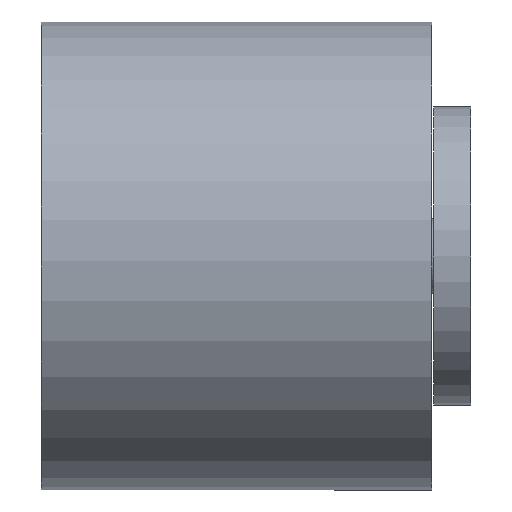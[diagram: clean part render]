
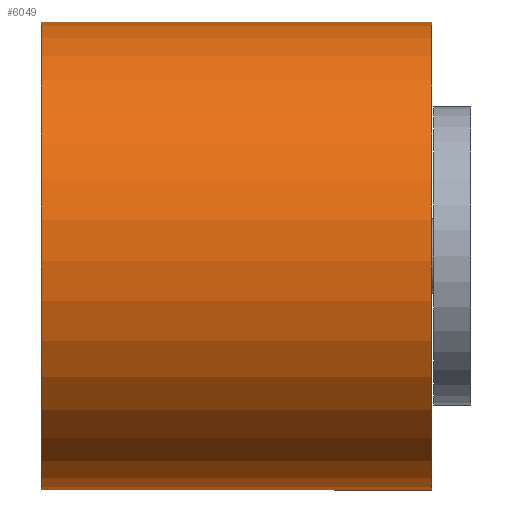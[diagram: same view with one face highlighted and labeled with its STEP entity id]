
A CAD part, front view. The second image highlights one B-rep face of the part: STEP entity #6049.
In plain terms, the highlighted cylindrical face has radius 19.939 mm (diameter 39.878 mm), a full revolution.
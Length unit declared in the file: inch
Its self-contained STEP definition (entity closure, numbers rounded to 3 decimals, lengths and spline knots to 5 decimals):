
#623=CYLINDRICAL_SURFACE('',#6473,0.785);
#728=CIRCLE('',#6411,0.785);
#729=CIRCLE('',#6412,0.785);
#738=CIRCLE('',#6447,0.785);
#739=CIRCLE('',#6448,0.785);
#857=FACE_OUTER_BOUND('',#1185,.T.);
#1185=EDGE_LOOP('',(#4458,#4459,#4460,#4461,#4462,#4463));
#1576=LINE('',#8321,#2151);
#2151=VECTOR('',#7090,0.785);
#2691=VERTEX_POINT('',#8153);
#2692=VERTEX_POINT('',#8154);
#2725=VERTEX_POINT('',#8271);
#2726=VERTEX_POINT('',#8272);
#3306=EDGE_CURVE('',#2691,#2692,#728,.T.);
#3307=EDGE_CURVE('',#2692,#2691,#729,.T.);
#3364=EDGE_CURVE('',#2725,#2726,#738,.T.);
#3365=EDGE_CURVE('',#2726,#2725,#739,.T.);
#3388=EDGE_CURVE('',#2726,#2692,#1576,.T.);
#4458=ORIENTED_EDGE('',*,*,#3364,.F.);
#4459=ORIENTED_EDGE('',*,*,#3365,.F.);
#4460=ORIENTED_EDGE('',*,*,#3388,.T.);
#4461=ORIENTED_EDGE('',*,*,#3307,.T.);
#4462=ORIENTED_EDGE('',*,*,#3306,.T.);
#4463=ORIENTED_EDGE('',*,*,#3388,.F.);
#6049=ADVANCED_FACE('',(#857),#623,.T.);
#6411=AXIS2_PLACEMENT_3D('',#8155,#6911,#6912);
#6412=AXIS2_PLACEMENT_3D('',#8156,#6913,#6914);
#6447=AXIS2_PLACEMENT_3D('',#8273,#7031,#7032);
#6448=AXIS2_PLACEMENT_3D('',#8274,#7033,#7034);
#6473=AXIS2_PLACEMENT_3D('',#8320,#7088,#7089);
#6911=DIRECTION('center_axis',(1.,0.,0.));
#6912=DIRECTION('ref_axis',(0.,0.518,-0.855));
#6913=DIRECTION('center_axis',(1.,0.,0.));
#6914=DIRECTION('ref_axis',(0.,0.518,-0.855));
#7031=DIRECTION('center_axis',(1.,0.,0.));
#7032=DIRECTION('ref_axis',(0.,0.518,-0.855));
#7033=DIRECTION('center_axis',(1.,0.,0.));
#7034=DIRECTION('ref_axis',(0.,0.518,-0.855));
#7088=DIRECTION('center_axis',(1.,0.,0.));
#7089=DIRECTION('ref_axis',(0.,0.518,-0.855));
#7090=DIRECTION('',(-1.,0.,0.));
#8153=CARTESIAN_POINT('',(-0.01702,0.40673,-0.67141));
#8154=CARTESIAN_POINT('',(-0.01702,-0.40673,0.67141));
#8155=CARTESIAN_POINT('Origin',(-0.01702,0.,
0.));
#8156=CARTESIAN_POINT('Origin',(-0.01702,0.,
0.));
#8271=CARTESIAN_POINT('',(1.29298,0.40673,-0.67141));
#8272=CARTESIAN_POINT('',(1.29298,-0.40673,0.67141));
#8273=CARTESIAN_POINT('Origin',(1.29298,0.,0.));
#8274=CARTESIAN_POINT('Origin',(1.29298,0.,0.));
#8320=CARTESIAN_POINT('Origin',(0.63798,0.,
0.));
#8321=CARTESIAN_POINT('',(0.63798,-0.40673,0.67141));
